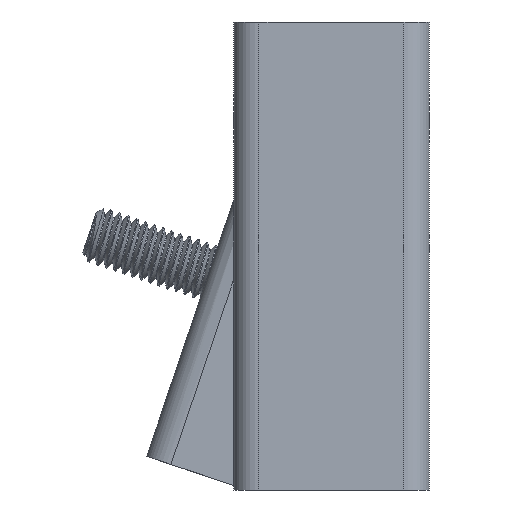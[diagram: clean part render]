
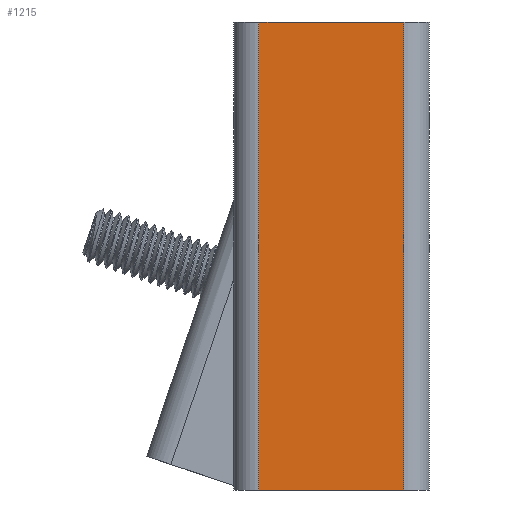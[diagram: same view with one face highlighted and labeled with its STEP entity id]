
A CAD part, left-side view. The second image highlights one B-rep face of the part: STEP entity #1215.
In plain terms, the highlighted planar face has unit normal (-1, 0, 0).
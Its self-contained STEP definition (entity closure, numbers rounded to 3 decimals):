
#132=PLANE('',#1339);
#159=FACE_OUTER_BOUND('',#230,.T.);
#230=EDGE_LOOP('',(#854,#855,#856,#857));
#293=LINE('',#1750,#378);
#313=LINE('',#1812,#398);
#314=LINE('',#1814,#399);
#315=LINE('',#1815,#400);
#378=VECTOR('',#1445,10.);
#398=VECTOR('',#1505,10.);
#399=VECTOR('',#1506,10.);
#400=VECTOR('',#1507,10.);
#496=VERTEX_POINT('',#1747);
#497=VERTEX_POINT('',#1749);
#519=VERTEX_POINT('',#1811);
#520=VERTEX_POINT('',#1813);
#620=EDGE_CURVE('',#496,#497,#293,.T.);
#651=EDGE_CURVE('',#519,#496,#313,.T.);
#652=EDGE_CURVE('',#520,#519,#314,.T.);
#653=EDGE_CURVE('',#497,#520,#315,.T.);
#854=ORIENTED_EDGE('',*,*,#651,.F.);
#855=ORIENTED_EDGE('',*,*,#652,.F.);
#856=ORIENTED_EDGE('',*,*,#653,.F.);
#857=ORIENTED_EDGE('',*,*,#620,.F.);
#1215=ADVANCED_FACE('',(#159),#132,.T.);
#1339=AXIS2_PLACEMENT_3D('',#1810,#1503,#1504);
#1445=DIRECTION('',(0.,1.,0.));
#1503=DIRECTION('center_axis',(-1.,0.,0.));
#1504=DIRECTION('ref_axis',(0.,-1.,0.));
#1505=DIRECTION('',(0.,0.,-1.));
#1506=DIRECTION('',(0.,-1.,0.));
#1507=DIRECTION('',(0.,0.,1.));
#1747=CARTESIAN_POINT('',(-19.25,-14.25,-46.));
#1749=CARTESIAN_POINT('',(-19.25,14.25,-46.));
#1750=CARTESIAN_POINT('',(-19.25,14.25,-46.));
#1810=CARTESIAN_POINT('Origin',(-19.25,14.25,0.));
#1811=CARTESIAN_POINT('',(-19.25,-14.25,46.));
#1812=CARTESIAN_POINT('',(-19.25,-14.25,0.));
#1813=CARTESIAN_POINT('',(-19.25,14.25,46.));
#1814=CARTESIAN_POINT('',(-19.25,14.25,46.));
#1815=CARTESIAN_POINT('',(-19.25,14.25,0.));
